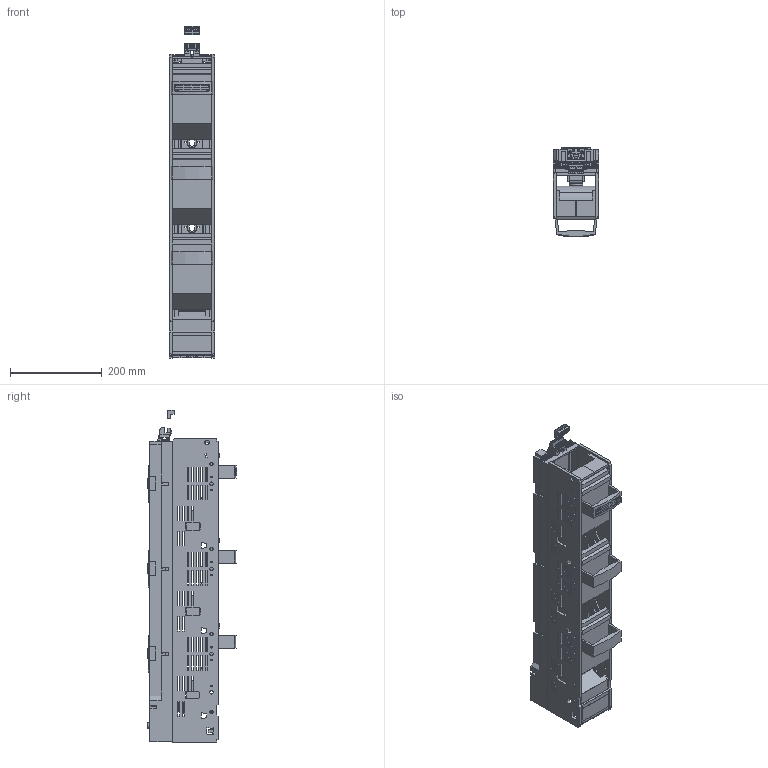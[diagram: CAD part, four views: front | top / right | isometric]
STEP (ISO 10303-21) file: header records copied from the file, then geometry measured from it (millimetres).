
FILE_DESCRIPTION(('CATIA V5 STEP'),'2;1');
FILE_NAME('L0724_NH_Wandlerlastschaltleiste_SL2_3x_3A_3W_1_400_5_KL.stp','2019-01-17T06:17:35+00:00',('none'),('Jean Müller GmbH'),'CATIA Version 5 Release 19 SP 9 (IN-10)','CATIA V5 STEP AP214','none');
FILE_SCHEMA(('AUTOMOTIVE_DESIGN { 1 0 10303 214 1 1 1 1 }'));
Products named in the file (1): L0724_NH-Wandlerlastschaltleiste SL2-3x/3A/3W/1/400-5/KL
Bounding box: 100 x 195.26 x 722.16 mm (x, y, z)
Volume: 3165048.1 mm3; surface area: 1123636.1 mm2
Topology: 16 solids, 28 shells, 4452 faces, 12257 edges, 7912 vertices
Faces by surface type: plane 3647, cylinder 607, bspline 100, cone 90, torus 8
Entity records: 137342 total; most frequent: CARTESIAN_POINT 29512, ORIENTED_EDGE 24514, DIRECTION 18070, EDGE_CURVE 12257, VECTOR 10200, LINE 10200, VERTEX_POINT 7912, EDGE_LOOP 5007
